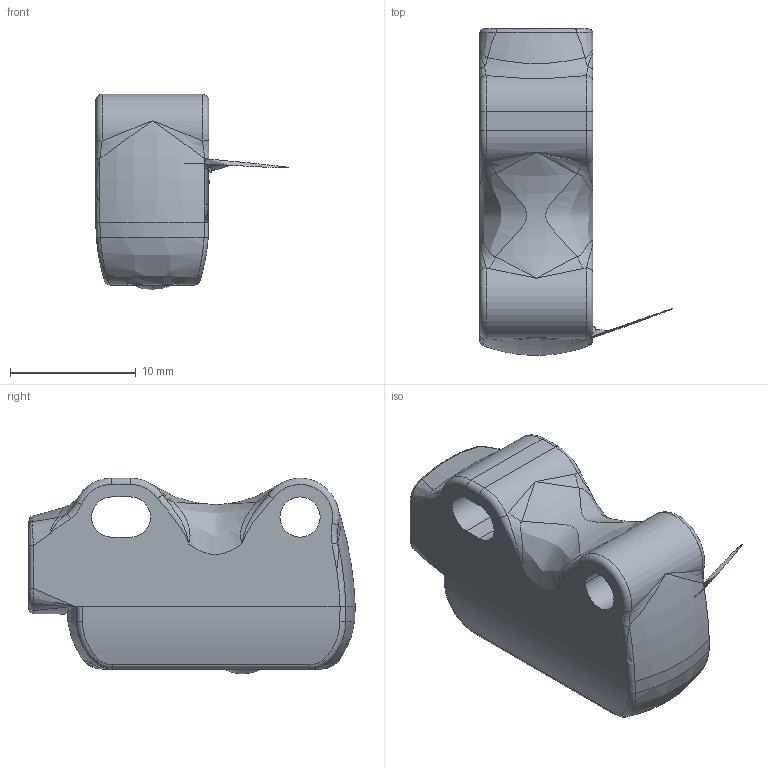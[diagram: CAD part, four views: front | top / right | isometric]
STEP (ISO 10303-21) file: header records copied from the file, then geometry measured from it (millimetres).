
FILE_DESCRIPTION((''),'2;1');
FILE_NAME('149860_SW','2010-05-07T',('banengservice'),('BANNER ENGINEERING'),'PRO/ENGINEER BY PARAMETRIC TECHNOLOGY CORPORATION, 2009141','PRO/ENGINEER BY PARAMETRIC TECHNOLOGY CORPORATION, 2009141','');
FILE_SCHEMA(('CONFIG_CONTROL_DESIGN'));
Length unit declared in the file: inch
Products named in the file (1): 149860_SW
Bounding box: 15.33 x 25.99 x 15.58 mm (x, y, z)
Volume: 1481 mm3; surface area: 2510.9 mm2
Topology: 1 solids, 1 shells, 244 faces, 599 edges, 358 vertices
Faces by surface type: bspline 88, cylinder 67, plane 55, torus 26, cone 6, sphere 2
Entity records: 11307 total; most frequent: CARTESIAN_POINT 6178, ORIENTED_EDGE 1186, DIRECTION 904, EDGE_CURVE 593, AXIS2_PLACEMENT_3D 364, VERTEX_POINT 357, EDGE_LOOP 254, FACE_OUTER_BOUND 244
